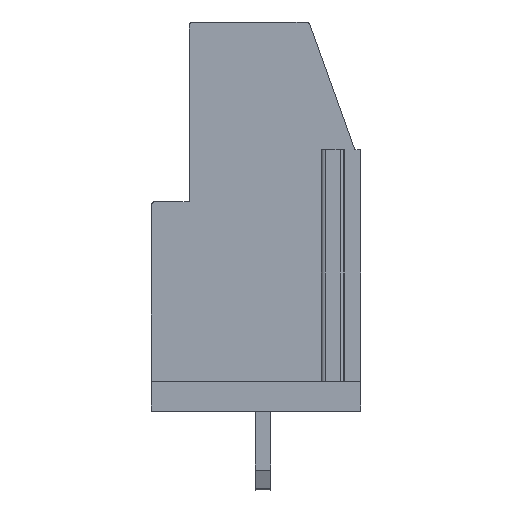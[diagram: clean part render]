
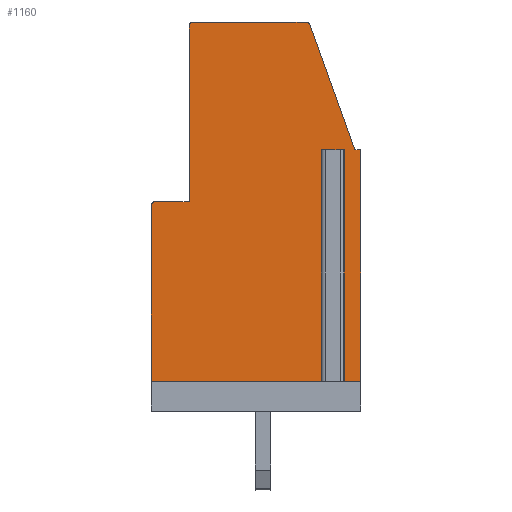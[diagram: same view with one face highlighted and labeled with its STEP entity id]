
A CAD part, left-side view. The second image highlights one B-rep face of the part: STEP entity #1160.
In plain terms, the highlighted planar face has unit normal (-1, 0, 0).
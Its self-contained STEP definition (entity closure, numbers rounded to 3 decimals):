
#1160=ADVANCED_FACE('',(#7791),#7793,.T.);
#7791=FACE_BOUND('',#7792,.T.);
#7792=EDGE_LOOP('',(#13339,#13340,#13341,#13342,#13343,#13344,#13345,#13346,#13347,
#13348,#13349,#13350,#13351,#13352,#13353));
#7793=PLANE('',#7794);
#7794=AXIS2_PLACEMENT_3D('',#7795,#7796,#7797);
#7795=CARTESIAN_POINT('',(-2.5,0.,0.));
#7796=DIRECTION('',(-1.,0.,0.));
#7797=DIRECTION('',(0.,0.,-1.));
#13339=ORIENTED_EDGE('',*,*,#16940,.F.);
#13340=ORIENTED_EDGE('',*,*,#16941,.F.);
#13341=ORIENTED_EDGE('',*,*,#16942,.F.);
#13342=ORIENTED_EDGE('',*,*,#16637,.T.);
#13343=ORIENTED_EDGE('',*,*,#16899,.T.);
#13344=ORIENTED_EDGE('',*,*,#16943,.T.);
#13345=ORIENTED_EDGE('',*,*,#16944,.T.);
#13346=ORIENTED_EDGE('',*,*,#16945,.T.);
#13347=ORIENTED_EDGE('',*,*,#16946,.T.);
#13348=ORIENTED_EDGE('',*,*,#16947,.T.);
#13349=ORIENTED_EDGE('',*,*,#16948,.T.);
#13350=ORIENTED_EDGE('',*,*,#16949,.T.);
#13351=ORIENTED_EDGE('',*,*,#16950,.T.);
#13352=ORIENTED_EDGE('',*,*,#16951,.T.);
#13353=ORIENTED_EDGE('',*,*,#16643,.T.);
#16637=EDGE_CURVE('',#18492,#18490,#18493,.T.);
#16643=EDGE_CURVE('',#18504,#18502,#18505,.T.);
#16899=EDGE_CURVE('',#18490,#19008,#19010,.T.);
#16940=EDGE_CURVE('',#19091,#18502,#19092,.T.);
#16941=EDGE_CURVE('',#19093,#19091,#19094,.F.);
#16942=EDGE_CURVE('',#18492,#19093,#19095,.T.);
#16943=EDGE_CURVE('',#19008,#19096,#19097,.T.);
#16944=EDGE_CURVE('',#19096,#19098,#19099,.T.);
#16945=EDGE_CURVE('',#19098,#19100,#19101,.T.);
#16946=EDGE_CURVE('',#19100,#19102,#19103,.T.);
#16947=EDGE_CURVE('',#19102,#19104,#19105,.T.);
#16948=EDGE_CURVE('',#19104,#19106,#19107,.T.);
#16949=EDGE_CURVE('',#19106,#19108,#19109,.T.);
#16950=EDGE_CURVE('',#19108,#19110,#19111,.T.);
#16951=EDGE_CURVE('',#19110,#18504,#19112,.T.);
#18490=VERTEX_POINT('',#21521);
#18492=VERTEX_POINT('',#21525);
#18493=LINE('',#21526,#21527);
#18502=VERTEX_POINT('',#21547);
#18504=VERTEX_POINT('',#21551);
#18505=LINE('',#21552,#21553);
#19008=VERTEX_POINT('',#22602);
#19010=LINE('',#22606,#22607);
#19091=VERTEX_POINT('',#22769);
#19092=LINE('',#22770,#22771);
#19093=VERTEX_POINT('',#22773);
#19094=LINE('',#22774,#22775);
#19095=LINE('',#22777,#22778);
#19096=VERTEX_POINT('',#22780);
#19097=LINE('',#22781,#22782);
#19098=VERTEX_POINT('',#22784);
#19099=LINE('',#22785,#22786);
#19100=VERTEX_POINT('',#22788);
#19101=CIRCLE('',#22789,0.2);
#19102=VERTEX_POINT('',#22793);
#19103=LINE('',#22794,#22795);
#19104=VERTEX_POINT('',#22797);
#19105=CIRCLE('',#22798,0.2);
#19106=VERTEX_POINT('',#22802);
#19107=LINE('',#22803,#22804);
#19108=VERTEX_POINT('',#22806);
#19109=LINE('',#22807,#22808);
#19110=VERTEX_POINT('',#22810);
#19111=CIRCLE('',#22811,0.2);
#19112=LINE('',#22815,#22816);
#21521=CARTESIAN_POINT('',(-2.5,-4.9,1.5));
#21525=CARTESIAN_POINT('',(-2.5,-3.925,1.5));
#21526=CARTESIAN_POINT('',(-2.5,-3.925,1.5));
#21527=VECTOR('',#21528,1.);
#21528=DIRECTION('',(0.,-1.,0.));
#21547=CARTESIAN_POINT('',(-2.5,-3.075,1.5));
#21551=CARTESIAN_POINT('',(-2.5,5.6,1.5));
#21552=CARTESIAN_POINT('',(-2.5,5.6,1.5));
#21553=VECTOR('',#21554,1.);
#21554=DIRECTION('',(0.,-1.,0.));
#22602=CARTESIAN_POINT('',(-2.5,-4.9,13.1));
#22606=CARTESIAN_POINT('',(-2.5,-4.9,1.5));
#22607=VECTOR('',#22608,1.);
#22608=DIRECTION('',(0.,0.,1.));
#22769=CARTESIAN_POINT('',(-2.5,-3.075,13.1));
#22770=CARTESIAN_POINT('',(-2.5,-3.075,13.1));
#22771=VECTOR('',#22772,1.);
#22772=DIRECTION('',(0.,0.,-1.));
#22773=CARTESIAN_POINT('',(-2.5,-3.925,13.1));
#22774=CARTESIAN_POINT('',(-2.5,-3.075,13.1));
#22775=VECTOR('',#22776,1.);
#22776=DIRECTION('',(0.,-1.,0.));
#22777=CARTESIAN_POINT('',(-2.5,-3.925,1.5));
#22778=VECTOR('',#22779,1.);
#22779=DIRECTION('',(0.,0.,1.));
#22780=CARTESIAN_POINT('',(-2.5,-4.6,13.1));
#22781=CARTESIAN_POINT('',(-2.5,-4.9,13.1));
#22782=VECTOR('',#22783,1.);
#22783=DIRECTION('',(0.,1.,0.));
#22784=CARTESIAN_POINT('',(-2.5,-2.348,19.368));
#22785=CARTESIAN_POINT('',(-2.5,-4.6,13.1));
#22786=VECTOR('',#22787,1.);
#22787=DIRECTION('',(0.,0.338,0.941));
#22788=CARTESIAN_POINT('',(-2.5,-2.159,19.5));
#22789=AXIS2_PLACEMENT_3D('',#22790,#22791,#22792);
#22790=CARTESIAN_POINT('',(-2.5,-2.159,19.3));
#22791=DIRECTION('',(-1.,-0.,-0.));
#22792=DIRECTION('',(0.,-0.941,0.338));
#22793=CARTESIAN_POINT('',(-2.5,3.5,19.5));
#22794=CARTESIAN_POINT('',(-2.5,-2.159,19.5));
#22795=VECTOR('',#22796,1.);
#22796=DIRECTION('',(0.,1.,0.));
#22797=CARTESIAN_POINT('',(-2.5,3.7,19.3));
#22798=AXIS2_PLACEMENT_3D('',#22799,#22800,#22801);
#22799=CARTESIAN_POINT('',(-2.5,3.5,19.3));
#22800=DIRECTION('',(-1.,-0.,-0.));
#22801=DIRECTION('',(0.,0.,1.));
#22802=CARTESIAN_POINT('',(-2.5,3.7,10.5));
#22803=CARTESIAN_POINT('',(-2.5,3.7,19.3));
#22804=VECTOR('',#22805,1.);
#22805=DIRECTION('',(0.,0.,-1.));
#22806=CARTESIAN_POINT('',(-2.5,5.4,10.5));
#22807=CARTESIAN_POINT('',(-2.5,3.7,10.5));
#22808=VECTOR('',#22809,1.);
#22809=DIRECTION('',(0.,1.,0.));
#22810=CARTESIAN_POINT('',(-2.5,5.6,10.3));
#22811=AXIS2_PLACEMENT_3D('',#22812,#22813,#22814);
#22812=CARTESIAN_POINT('',(-2.5,5.4,10.3));
#22813=DIRECTION('',(-1.,-0.,-0.));
#22814=DIRECTION('',(0.,0.,1.));
#22815=CARTESIAN_POINT('',(-2.5,5.6,10.3));
#22816=VECTOR('',#22817,1.);
#22817=DIRECTION('',(0.,0.,-1.));
